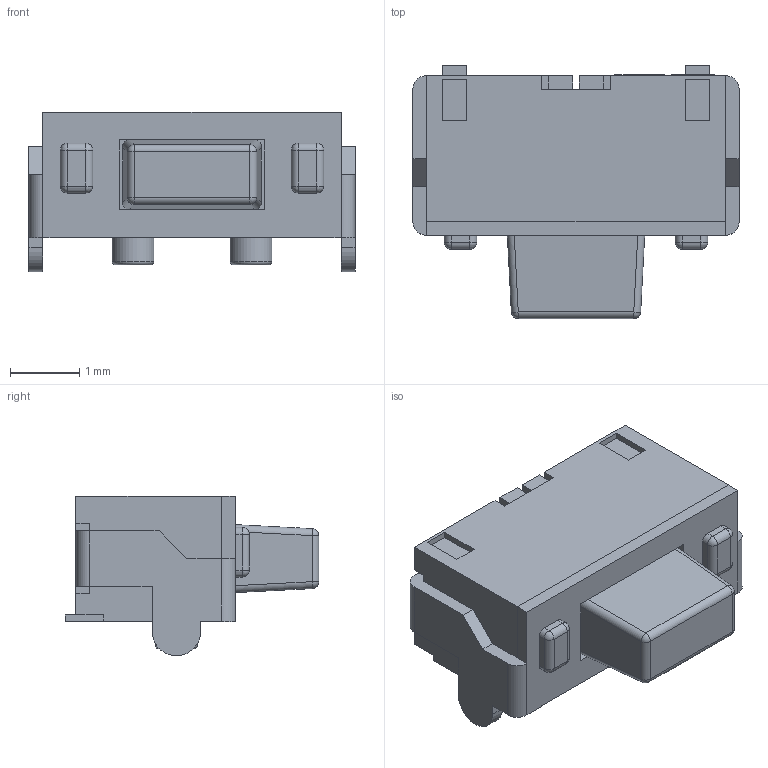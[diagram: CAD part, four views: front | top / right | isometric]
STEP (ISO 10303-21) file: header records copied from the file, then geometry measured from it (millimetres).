
FILE_DESCRIPTION (( 'STEP AP214' ), '1' );
FILE_NAME ('SW-SMD_GT-TC020B-H035-L05.STEP', '2024-05-13T14:09:18', ( '' ), ( '' ), 'SwSTEP 2.0', 'SolidWorks 2020', '' );
FILE_SCHEMA (( 'AUTOMOTIVE_DESIGN' ));
Length unit declared in the file: millimetre
Products named in the file (1): SW-SMD_GT-TC020B-H035-L05
Bounding box: 4.7 x 3.65 x 2.3 mm (x, y, z)
Volume: 20.8 mm3; surface area: 90.3 mm2
Topology: 4 solids, 4 shells, 389 faces, 1031 edges, 664 vertices
Faces by surface type: plane 239, bspline 98, cylinder 36, sphere 12, torus 4
Entity records: 16611 total; most frequent: CARTESIAN_POINT 3391, ORIENTED_EDGE 2038, DIRECTION 1475, EDGE_CURVE 1019, LINE 739, VECTOR 739, VERTEX_POINT 664, EDGE_LOOP 417
